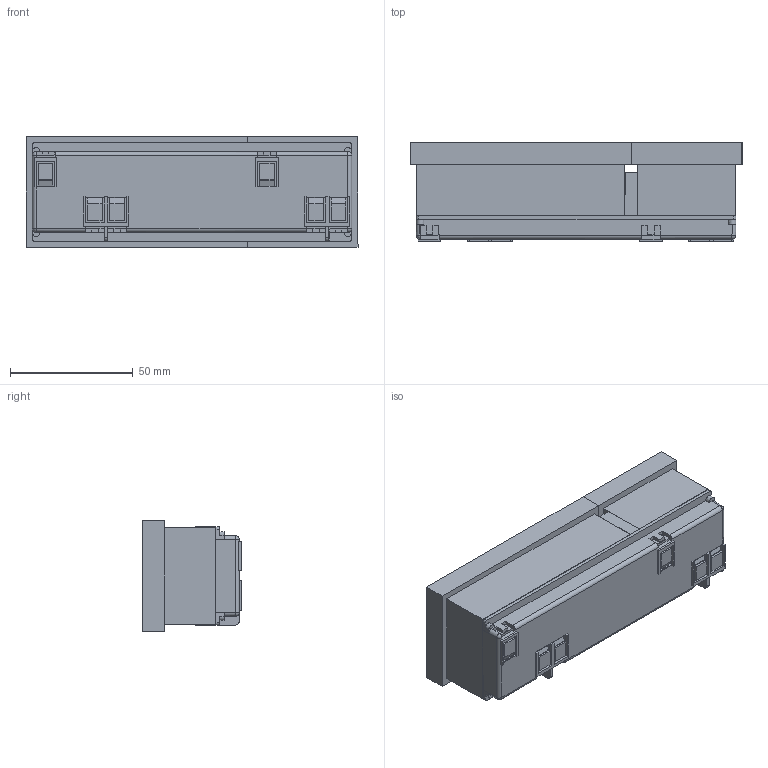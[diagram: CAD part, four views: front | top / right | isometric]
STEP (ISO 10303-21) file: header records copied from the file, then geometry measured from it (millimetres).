
FILE_DESCRIPTION (( 'STEP AP214' ), '1' );
FILE_NAME ('6120131.stp', '2021-11-03T10:56:01', ( '' ), ( '' ), 'SwSTEP 2.0', 'SolidWorks 2020', '' );
FILE_SCHEMA (( 'AUTOMOTIVE_DESIGN' ));
Length unit declared in the file: millimetre
Products named in the file (7): 044048_Standard; 077656_Standard; 6120131; 044039_Standard; 077657_Standard; 044679_Standard; 044040_Standard
Assembly tree (8 placements, depth 3):
  6120131
    044048_Standard
    077656_Standard
      044039_Standard
      044679_Standard
    077657_Standard
      044040_Standard
      044679_Standard  x2
Bounding box: 135 x 40.15 x 45 mm (x, y, z)
Volume: 126191.9 mm3; surface area: 60131.4 mm2
Topology: 6 solids, 7 shells, 816 faces, 2315 edges, 1502 vertices
Faces by surface type: plane 648, cylinder 83, cone 69, bspline 12, sphere 4
Full cylindrical faces by diameter (mm): 5.75 x12, 38.4 x3
Entity records: 24309 total; most frequent: CARTESIAN_POINT 4623, ORIENTED_EDGE 3912, DIRECTION 3318, EDGE_CURVE 1956, VECTOR 1684, LINE 1684, VERTEX_POINT 1282, AXIS2_PLACEMENT_3D 817
